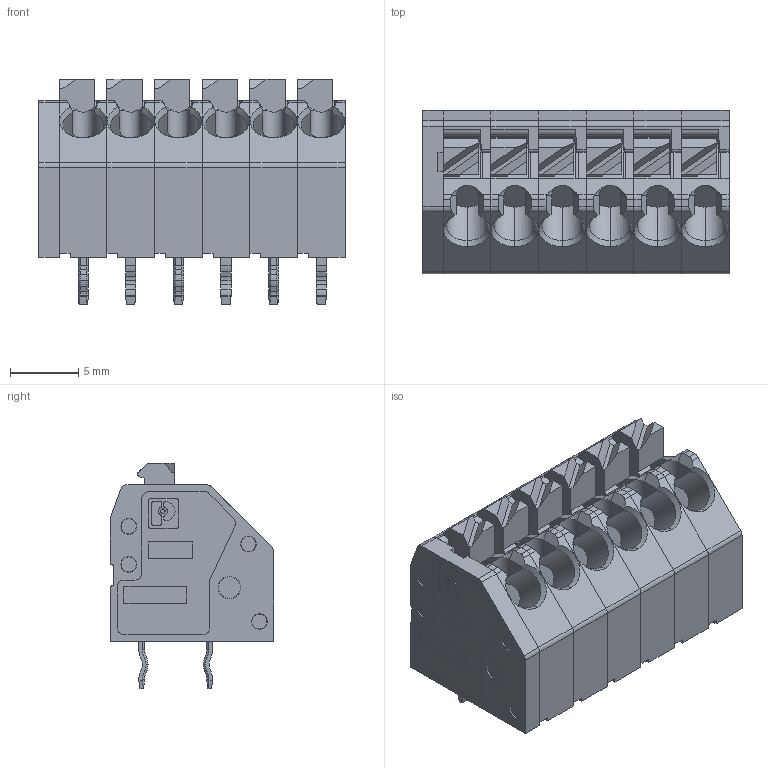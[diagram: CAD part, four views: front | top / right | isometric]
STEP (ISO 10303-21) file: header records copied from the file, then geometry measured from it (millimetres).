
FILE_DESCRIPTION(('CAx-IF Rec.Pracs.---Model Styling and Organization---1.5---2016-08-15','CAx-IF Rec.Pracs.---Geometric and Assembly Validation Properties---4.4---2016-08-17','CAx-IF Rec.Pracs.---User Defined Attributes---1.5---2016-08-15','CAx-IF Rec.Pracs.---External References---2.1---2005-01-19'),'2;1');
FILE_NAME('269399.step','2024-12-14T21:10:38',('Unspecified'),('Unspecified'),'CAD Exchanger 3.10.2 (cadexchanger.com)','Unspecified','');
FILE_SCHEMA(('AUTOMOTIVE_DESIGN { 1 0 10303 214 1 1 1 1 }'));
Length unit declared in the file: millimetre
Products named in the file (14): 2023_06_13_05_03_07_0203; 2023_06_13_05_03_07_0788; 2023_06_13_05_03_07_0772; 2023_06_13_05_03_07_0770; 2023_06_13_05_03_07_0767; 2023_06_13_05_03_07_0751; 2023_06_13_05_03_07_0735; 2023_06_13_05_03_07_0720; 2023_06_13_05_03_07_0704; 2023_06_13_05_03_07_0689; 2023_06_13_05_03_07_0673; 2023_06_13_05_03_07_0656; 2023_06_13_05_03_07_0640; 2023_06_13_05_03_07_0625
Assembly tree (13 placements, depth 2):
  2023_06_13_05_03_07_0203
    2023_06_13_05_03_07_0788
    2023_06_13_05_03_07_0772
    2023_06_13_05_03_07_0770
    2023_06_13_05_03_07_0767
    2023_06_13_05_03_07_0751
    2023_06_13_05_03_07_0735
    2023_06_13_05_03_07_0720
    2023_06_13_05_03_07_0704
    2023_06_13_05_03_07_0689
    2023_06_13_05_03_07_0673
    2023_06_13_05_03_07_0656
    2023_06_13_05_03_07_0640
    2023_06_13_05_03_07_0625
Bounding box: 22.5 x 12 x 16.6 mm (x, y, z)
Volume: 2474.6 mm3; surface area: 3832 mm2
Topology: 13 solids, 13 shells, 1095 faces, 2870 edges, 1880 vertices
Faces by surface type: plane 624, cylinder 329, cone 142
Entity records: 44042 total; most frequent: CARTESIAN_POINT 7232, DIRECTION 5904, ORIENTED_EDGE 5740, EDGE_CURVE 2870, AXIS2_PLACEMENT_3D 1986, LINE 1932, VECTOR 1932, VERTEX_POINT 1880
